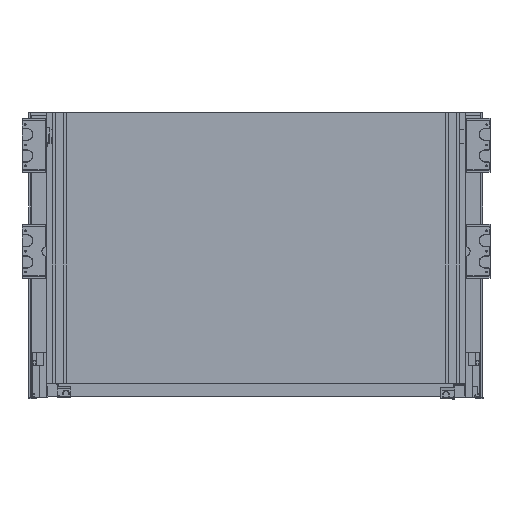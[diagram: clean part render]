
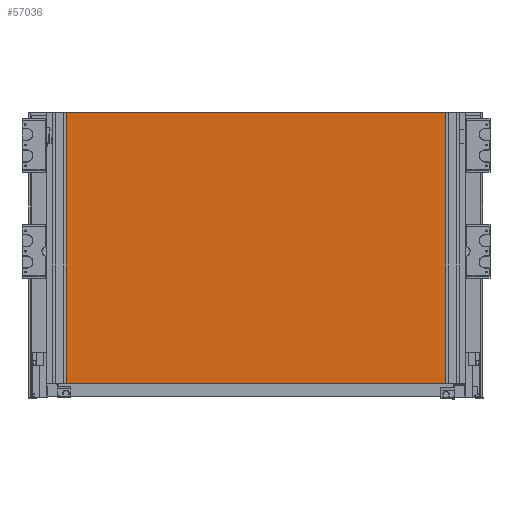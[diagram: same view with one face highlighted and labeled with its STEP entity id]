
A CAD part, front view. The second image highlights one B-rep face of the part: STEP entity #57036.
In plain terms, the highlighted planar face has unit normal (0, -1, 0).
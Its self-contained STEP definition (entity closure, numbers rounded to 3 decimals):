
#3234=FACE_OUTER_BOUND('',#6237,.T.);
#6237=EDGE_LOOP('',(#35530,#35531,#35532,#35533));
#9456=LINE('',#78667,#15695);
#9460=LINE('',#78675,#15699);
#9463=LINE('',#78681,#15702);
#9466=LINE('',#78686,#15705);
#15695=VECTOR('',#64249,1000.);
#15699=VECTOR('',#64255,1000.);
#15702=VECTOR('',#64260,1000.);
#15705=VECTOR('',#64265,1000.);
#21934=VERTEX_POINT('',#78665);
#21935=VERTEX_POINT('',#78666);
#21938=VERTEX_POINT('',#78674);
#21940=VERTEX_POINT('',#78680);
#27291=EDGE_CURVE('',#21934,#21935,#9456,.T.);
#27295=EDGE_CURVE('',#21935,#21938,#9460,.T.);
#27298=EDGE_CURVE('',#21938,#21940,#9463,.T.);
#27301=EDGE_CURVE('',#21940,#21934,#9466,.T.);
#35530=ORIENTED_EDGE('',*,*,#27291,.F.);
#35531=ORIENTED_EDGE('',*,*,#27301,.F.);
#35532=ORIENTED_EDGE('',*,*,#27298,.F.);
#35533=ORIENTED_EDGE('',*,*,#27295,.F.);
#51953=PLANE('',#60160);
#57036=ADVANCED_FACE('',(#3234),#51953,.T.);
#60160=AXIS2_PLACEMENT_3D('',#78689,#64269,#64270);
#64249=DIRECTION('',(0.,0.,-1.));
#64255=DIRECTION('',(-1.,0.,0.));
#64260=DIRECTION('',(0.,0.,1.));
#64265=DIRECTION('',(1.,0.,0.));
#64269=DIRECTION('center_axis',(0.,-1.,0.));
#64270=DIRECTION('ref_axis',(0.,0.,-1.));
#78665=CARTESIAN_POINT('',(1240.977,1298.439,147.6));
#78666=CARTESIAN_POINT('',(1240.977,1298.439,-178.4));
#78667=CARTESIAN_POINT('',(1240.977,1298.439,147.6));
#78674=CARTESIAN_POINT('',(751.977,1298.439,-178.4));
#78675=CARTESIAN_POINT('',(751.977,1298.439,-178.4));
#78680=CARTESIAN_POINT('',(751.977,1298.439,147.6));
#78681=CARTESIAN_POINT('',(751.977,1298.439,147.6));
#78686=CARTESIAN_POINT('',(751.977,1298.439,147.6));
#78689=CARTESIAN_POINT('Origin',(996.477,1298.439,-15.4));
